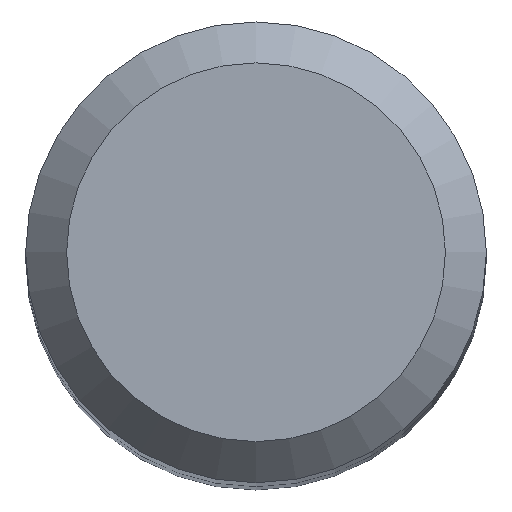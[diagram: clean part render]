
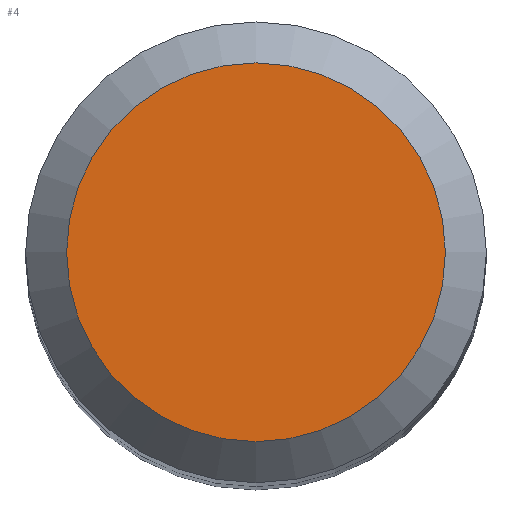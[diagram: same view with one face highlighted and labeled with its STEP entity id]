
A CAD part, top view. The second image highlights one B-rep face of the part: STEP entity #4.
In plain terms, the highlighted planar face has unit normal (0, 0, 1).
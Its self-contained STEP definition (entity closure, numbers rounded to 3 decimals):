
#4 = ADVANCED_FACE ( 'NONE', ( #112 ), #138, .F. ) ;
#25 = DIRECTION ( 'NONE',  ( 0., 0., -1. ) ) ;
#40 = CIRCLE ( 'NONE', #75, 3.7 ) ;
#42 = ORIENTED_EDGE ( 'NONE', *, *, #72, .F. ) ;
#43 = CARTESIAN_POINT ( 'NONE',  ( 0., 3.7, 84. ) ) ;
#53 = CARTESIAN_POINT ( 'NONE',  ( 0., 0., 84. ) ) ;
#61 = AXIS2_PLACEMENT_3D ( 'NONE', #53, #25, #124 ) ;
#72 = EDGE_CURVE ( 'NONE', #82, #82, #40, .T. ) ;
#75 = AXIS2_PLACEMENT_3D ( 'NONE', #118, #120, #129 ) ;
#82 = VERTEX_POINT ( 'NONE', #43 ) ;
#112 = FACE_OUTER_BOUND ( 'NONE', #198, .T. ) ;
#118 = CARTESIAN_POINT ( 'NONE',  ( 0., 0., 84. ) ) ;
#120 = DIRECTION ( 'NONE',  ( 0., 0., -1. ) ) ;
#124 = DIRECTION ( 'NONE',  ( 0., 1., 0. ) ) ;
#129 = DIRECTION ( 'NONE',  ( 0., 1., 0. ) ) ;
#138 = PLANE ( 'NONE',  #61 ) ;
#198 = EDGE_LOOP ( 'NONE', ( #42 ) ) ;
